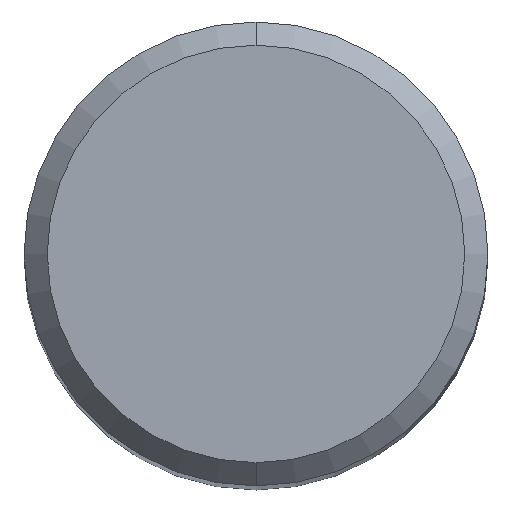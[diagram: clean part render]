
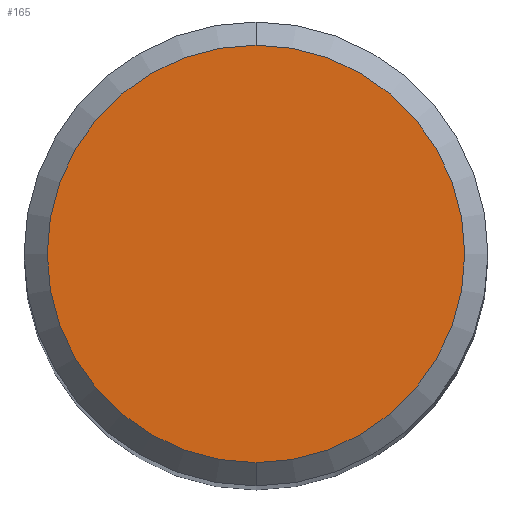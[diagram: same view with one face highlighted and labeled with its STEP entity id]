
A CAD part, top view. The second image highlights one B-rep face of the part: STEP entity #165.
In plain terms, the highlighted planar face has unit normal (0, 0, 1).
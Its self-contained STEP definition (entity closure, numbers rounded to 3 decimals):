
#123=EDGE_CURVE('',#141,#183,#277,.T.);
#137=EDGE_CURVE('',#183,#141,#292,.T.);
#141=VERTEX_POINT('',#296);
#165=ADVANCED_FACE('',(#325),#326,.T.);
#183=VERTEX_POINT('',#346);
#277=CIRCLE('',#447,3.6);
#292=CIRCLE('',#464,3.6);
#296=CARTESIAN_POINT('',(0.0,3.6,0.0));
#325=FACE_OUTER_BOUND('',#504,.T.);
#326=PLANE('',#505);
#346=CARTESIAN_POINT('',(0.,-3.6,0.0));
#447=AXIS2_PLACEMENT_3D('',#635,#636,#637);
#464=AXIS2_PLACEMENT_3D('',#648,#649,#650);
#504=EDGE_LOOP('',(#702,#703));
#505=AXIS2_PLACEMENT_3D('',#704,#705,#706);
#635=CARTESIAN_POINT('',(0.0,0.0,0.0));
#636=DIRECTION('',(0.0,0.0,-1.0));
#637=DIRECTION('',(0.0,1.0,0.0));
#648=CARTESIAN_POINT('',(0.0,0.0,0.0));
#649=DIRECTION('',(0.0,0.0,-1.0));
#650=DIRECTION('',(0.0,1.0,0.0));
#702=ORIENTED_EDGE('',*,*,#123,.F.);
#703=ORIENTED_EDGE('',*,*,#137,.F.);
#704=CARTESIAN_POINT('',(0.0,1.8,0.0));
#705=DIRECTION('',(-0.0,0.0,1.0));
#706=DIRECTION('',(0.0,-1.0,0.0));
